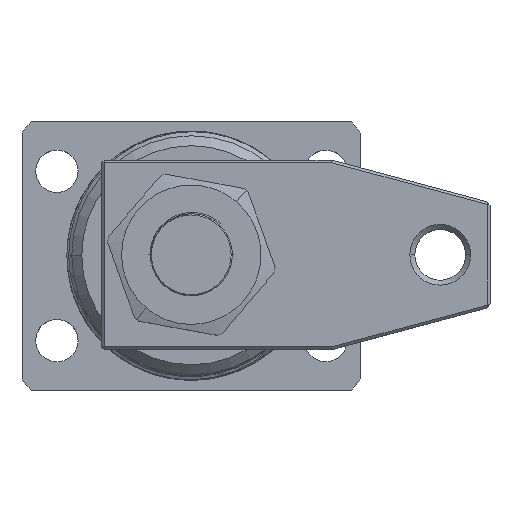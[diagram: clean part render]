
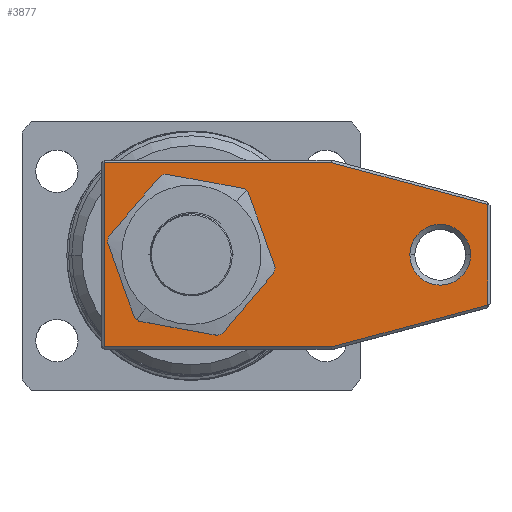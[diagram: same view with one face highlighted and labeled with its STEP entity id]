
A CAD part, top view. The second image highlights one B-rep face of the part: STEP entity #3877.
In plain terms, the highlighted planar face has unit normal (0, 0, 1).
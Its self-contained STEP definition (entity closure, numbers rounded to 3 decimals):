
#223 = DIRECTION ( 'NONE',  ( 0., 0., 1. ) ) ;
#264 = LINE ( 'NONE', #2401, #6489 ) ;
#346 = DIRECTION ( 'NONE',  ( 0., 0., -1. ) ) ;
#378 = CARTESIAN_POINT ( 'NONE',  ( -5.922, 22.101, 19. ) ) ;
#397 = VERTEX_POINT ( 'NONE', #6728 ) ;
#437 = DIRECTION ( 'NONE',  ( -1., 0., 0. ) ) ;
#614 = VERTEX_POINT ( 'NONE', #3094 ) ;
#653 = VERTEX_POINT ( 'NONE', #11068 ) ;
#845 = CARTESIAN_POINT ( 'NONE',  ( -35.051, 0., 19. ) ) ;
#948 = DIRECTION ( 'NONE',  ( 0., 0., 1. ) ) ;
#1046 = EDGE_LOOP ( 'NONE', ( #8745, #7315 ) ) ;
#1255 = DIRECTION ( 'NONE',  ( -0.966, -0.259, 0. ) ) ;
#1289 = VERTEX_POINT ( 'NONE', #5133 ) ;
#1501 = DIRECTION ( 'NONE',  ( 1., 0., 0. ) ) ;
#1756 = ORIENTED_EDGE ( 'NONE', *, *, #9293, .T. ) ;
#1886 = VECTOR ( 'NONE', #1255, 1000. ) ;
#1922 = CIRCLE ( 'NONE', #8385, 6.1 ) ;
#1939 = AXIS2_PLACEMENT_3D ( 'NONE', #6245, #948, #7138 ) ;
#2085 = VECTOR ( 'NONE', #1501, 1000. ) ;
#2217 = EDGE_CURVE ( 'NONE', #6984, #397, #8742, .T. ) ;
#2401 = CARTESIAN_POINT ( 'NONE',  ( -5.922, -22.101, 19. ) ) ;
#2615 = EDGE_CURVE ( 'NONE', #397, #6984, #8602, .T. ) ;
#3094 = CARTESIAN_POINT ( 'NONE',  ( -50.651, -10.116, 19. ) ) ;
#3168 = LINE ( 'NONE', #6867, #9911 ) ;
#3291 = CARTESIAN_POINT ( 'NONE',  ( -50.651, 0., 19. ) ) ;
#3343 = LINE ( 'NONE', #11417, #5956 ) ;
#3404 = CIRCLE ( 'NONE', #5770, 6.1 ) ;
#3728 = EDGE_CURVE ( 'NONE', #9297, #5731, #1922, .T. ) ;
#3877 = ADVANCED_FACE ( 'NONE', ( #10231, #10507, #8021 ), #9225, .F. ) ;
#4068 = DIRECTION ( 'NONE',  ( 0., 1., 0. ) ) ;
#4641 = CARTESIAN_POINT ( 'NONE',  ( -41.151, 0., 19. ) ) ;
#4863 = EDGE_CURVE ( 'NONE', #1289, #7721, #8858, .T. ) ;
#4907 = VERTEX_POINT ( 'NONE', #6844 ) ;
#5133 = CARTESIAN_POINT ( 'NONE',  ( -19.362, -18.5, 19. ) ) ;
#5178 = CARTESIAN_POINT ( 'NONE',  ( 26.349, -18.5, 19. ) ) ;
#5521 = CARTESIAN_POINT ( 'NONE',  ( 8.849, 0., 19. ) ) ;
#5531 = DIRECTION ( 'NONE',  ( -1., 0., 0. ) ) ;
#5642 = CARTESIAN_POINT ( 'NONE',  ( -41.151, 0., 19. ) ) ;
#5731 = VERTEX_POINT ( 'NONE', #6246 ) ;
#5732 = DIRECTION ( 'NONE',  ( 0., 0., -1. ) ) ;
#5770 = AXIS2_PLACEMENT_3D ( 'NONE', #5642, #346, #6531 ) ;
#5808 = ORIENTED_EDGE ( 'NONE', *, *, #4863, .T. ) ;
#5834 = AXIS2_PLACEMENT_3D ( 'NONE', #11012, #5732, #437 ) ;
#5944 = CARTESIAN_POINT ( 'NONE',  ( 0., -18.5, 19. ) ) ;
#5956 = VECTOR ( 'NONE', #6146, 1000. ) ;
#6084 = VERTEX_POINT ( 'NONE', #7688 ) ;
#6146 = DIRECTION ( 'NONE',  ( -1., 0., 0. ) ) ;
#6159 = EDGE_CURVE ( 'NONE', #4907, #614, #9721, .T. ) ;
#6245 = CARTESIAN_POINT ( 'NONE',  ( 8.849, 0., 19. ) ) ;
#6246 = CARTESIAN_POINT ( 'NONE',  ( -47.251, 0., 19. ) ) ;
#6406 = DIRECTION ( 'NONE',  ( 1., 0., 0. ) ) ;
#6489 = VECTOR ( 'NONE', #7701, 1000. ) ;
#6521 = EDGE_CURVE ( 'NONE', #5731, #9297, #3404, .T. ) ;
#6531 = DIRECTION ( 'NONE',  ( -1., 0., 0. ) ) ;
#6548 = ORIENTED_EDGE ( 'NONE', *, *, #6521, .T. ) ;
#6728 = CARTESIAN_POINT ( 'NONE',  ( 20.849, 0., 19. ) ) ;
#6844 = CARTESIAN_POINT ( 'NONE',  ( -50.651, 10.116, 19. ) ) ;
#6867 = CARTESIAN_POINT ( 'NONE',  ( 26.349, 0., 19. ) ) ;
#6984 = VERTEX_POINT ( 'NONE', #9947 ) ;
#7138 = DIRECTION ( 'NONE',  ( 1., 0., 0. ) ) ;
#7315 = ORIENTED_EDGE ( 'NONE', *, *, #2217, .F. ) ;
#7688 = CARTESIAN_POINT ( 'NONE',  ( 26.349, 18.5, 19. ) ) ;
#7696 = ORIENTED_EDGE ( 'NONE', *, *, #9159, .T. ) ;
#7701 = DIRECTION ( 'NONE',  ( 0.966, -0.259, 0. ) ) ;
#7721 = VERTEX_POINT ( 'NONE', #5178 ) ;
#7838 = EDGE_LOOP ( 'NONE', ( #11157, #6548 ) ) ;
#8021 = FACE_BOUND ( 'NONE', #7838, .T. ) ;
#8106 = ORIENTED_EDGE ( 'NONE', *, *, #10401, .T. ) ;
#8385 = AXIS2_PLACEMENT_3D ( 'NONE', #4641, #10814, #5531 ) ;
#8602 = CIRCLE ( 'NONE', #1939, 12. ) ;
#8742 = CIRCLE ( 'NONE', #11392, 12. ) ;
#8745 = ORIENTED_EDGE ( 'NONE', *, *, #2615, .F. ) ;
#8858 = LINE ( 'NONE', #5944, #2085 ) ;
#8951 = ORIENTED_EDGE ( 'NONE', *, *, #6159, .T. ) ;
#9159 = EDGE_CURVE ( 'NONE', #614, #1289, #264, .T. ) ;
#9225 = PLANE ( 'NONE',  #5834 ) ;
#9293 = EDGE_CURVE ( 'NONE', #6084, #653, #3343, .T. ) ;
#9297 = VERTEX_POINT ( 'NONE', #845 ) ;
#9458 = VECTOR ( 'NONE', #11263, 1000. ) ;
#9721 = LINE ( 'NONE', #3291, #9458 ) ;
#9911 = VECTOR ( 'NONE', #4068, 1000. ) ;
#9947 = CARTESIAN_POINT ( 'NONE',  ( -3.151, 0., 19. ) ) ;
#10231 = FACE_OUTER_BOUND ( 'NONE', #10808, .T. ) ;
#10401 = EDGE_CURVE ( 'NONE', #653, #4907, #11314, .T. ) ;
#10507 = FACE_BOUND ( 'NONE', #1046, .T. ) ;
#10663 = ORIENTED_EDGE ( 'NONE', *, *, #10721, .T. ) ;
#10721 = EDGE_CURVE ( 'NONE', #7721, #6084, #3168, .T. ) ;
#10808 = EDGE_LOOP ( 'NONE', ( #1756, #8106, #8951, #7696, #5808, #10663 ) ) ;
#10814 = DIRECTION ( 'NONE',  ( 0., 0., -1. ) ) ;
#11012 = CARTESIAN_POINT ( 'NONE',  ( 0., 0., 19. ) ) ;
#11068 = CARTESIAN_POINT ( 'NONE',  ( -19.362, 18.5, 19. ) ) ;
#11157 = ORIENTED_EDGE ( 'NONE', *, *, #3728, .T. ) ;
#11263 = DIRECTION ( 'NONE',  ( 0., -1., 0. ) ) ;
#11314 = LINE ( 'NONE', #378, #1886 ) ;
#11392 = AXIS2_PLACEMENT_3D ( 'NONE', #5521, #223, #6406 ) ;
#11417 = CARTESIAN_POINT ( 'NONE',  ( 0., 18.5, 19. ) ) ;
